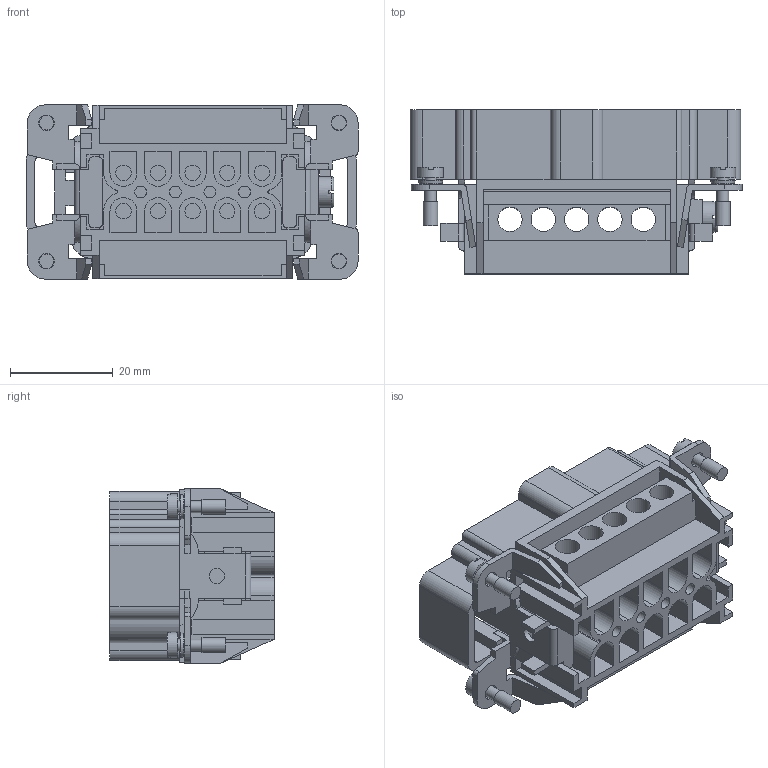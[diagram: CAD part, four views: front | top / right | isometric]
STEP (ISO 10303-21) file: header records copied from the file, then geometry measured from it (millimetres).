
FILE_DESCRIPTION (( 'STEP AP214' ), '1' );
FILE_NAME ('ZP-10B-10-MS-INSERT.STEP', '2011-11-18T20:41:30', ( '.ADC' ), ( 'ADC' ), 'SwSTEP 2.0', 'SolidWorks 2011', '' );
FILE_SCHEMA (( 'AUTOMOTIVE_DESIGN' ));
Length unit declared in the file: millimetre
Products named in the file (1): ZP-10B-10-MS-INSERT
Bounding box: 64.76 x 32 x 34 mm (x, y, z)
Volume: 20159.2 mm3; surface area: 23602.9 mm2
Topology: 5 solids, 19 shells, 730 faces, 1911 edges, 1268 vertices
Faces by surface type: plane 526, cylinder 176, cone 14, bspline 10, torus 4
Full cylindrical faces by diameter (mm): 2.3 x8, 2.304 x8, 2.5 x10, 2.85 x4, 3 x12, 3.007 x4, 4.75 x5, 5 x4, 6 x1
Entity records: 29911 total; most frequent: CARTESIAN_POINT 5626, DIRECTION 3653, ORIENTED_EDGE 3628, EDGE_CURVE 1814, LINE 1381, VECTOR 1381, VERTEX_POINT 1241, AXIS2_PLACEMENT_3D 1136
